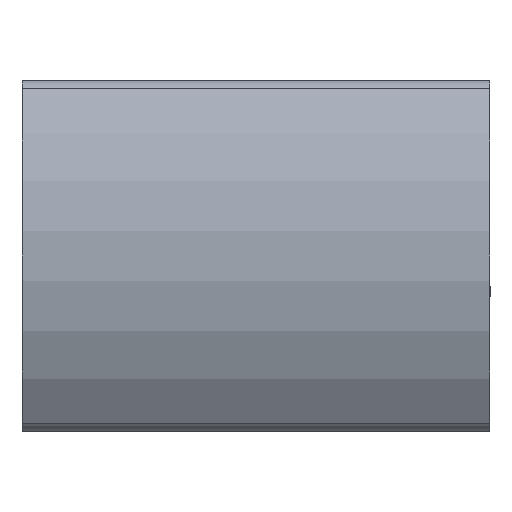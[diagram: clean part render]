
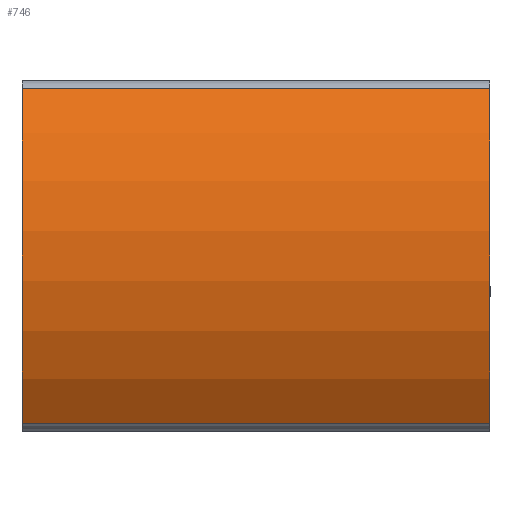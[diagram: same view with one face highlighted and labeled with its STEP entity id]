
A CAD part, left-side view. The second image highlights one B-rep face of the part: STEP entity #746.
In plain terms, the highlighted cylindrical face has radius 15 mm (diameter 30 mm), a partial arc.
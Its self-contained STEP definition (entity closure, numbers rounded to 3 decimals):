
#281 = VECTOR ( 'NONE', #1980, 1000. ) ;
#296 = CARTESIAN_POINT ( 'NONE',  ( -10.31, -12., 8.571 ) ) ;
#351 = EDGE_LOOP ( 'NONE', ( #2075, #466, #2186, #1777 ) ) ;
#466 = ORIENTED_EDGE ( 'NONE', *, *, #2167, .T. ) ;
#585 = CARTESIAN_POINT ( 'NONE',  ( -10.31, 12., 8.571 ) ) ;
#746 = ADVANCED_FACE ( 'NONE', ( #1986 ), #1956, .T. ) ;
#787 = CARTESIAN_POINT ( 'NONE',  ( -10.31, 12., -8.571 ) ) ;
#914 = DIRECTION ( 'NONE',  ( 0., -1., 0. ) ) ;
#946 = CARTESIAN_POINT ( 'NONE',  ( 2., 12., 0. ) ) ;
#948 = DIRECTION ( 'NONE',  ( 0., 0., -1. ) ) ;
#1315 = DIRECTION ( 'NONE',  ( 0., -1., 0. ) ) ;
#1407 = CIRCLE ( 'NONE', #1746, 15. ) ;
#1507 = CARTESIAN_POINT ( 'NONE',  ( 2., -12., 0. ) ) ;
#1518 = CARTESIAN_POINT ( 'NONE',  ( -10.31, 12., -8.571 ) ) ;
#1579 = VERTEX_POINT ( 'NONE', #1518 ) ;
#1717 = LINE ( 'NONE', #585, #281 ) ;
#1742 = AXIS2_PLACEMENT_3D ( 'NONE', #1805, #1748, #1745 ) ;
#1745 = DIRECTION ( 'NONE',  ( 0., 0., 1. ) ) ;
#1746 = AXIS2_PLACEMENT_3D ( 'NONE', #1507, #2009, #2462 ) ;
#1748 = DIRECTION ( 'NONE',  ( 0., 1., 0. ) ) ;
#1752 = VECTOR ( 'NONE', #1315, 1000. ) ;
#1755 = LINE ( 'NONE', #787, #1752 ) ;
#1771 = CIRCLE ( 'NONE', #1742, 15. ) ;
#1777 = ORIENTED_EDGE ( 'NONE', *, *, #2292, .T. ) ;
#1790 = CARTESIAN_POINT ( 'NONE',  ( -10.31, -12., -8.571 ) ) ;
#1805 = CARTESIAN_POINT ( 'NONE',  ( 2., 12., 0. ) ) ;
#1956 = CYLINDRICAL_SURFACE ( 'NONE', #2005, 15. ) ;
#1980 = DIRECTION ( 'NONE',  ( 0., 1., 0. ) ) ;
#1986 = FACE_OUTER_BOUND ( 'NONE', #351, .T. ) ;
#2005 = AXIS2_PLACEMENT_3D ( 'NONE', #946, #914, #948 ) ;
#2009 = DIRECTION ( 'NONE',  ( 0., 1., 0. ) ) ;
#2039 = VERTEX_POINT ( 'NONE', #1790 ) ;
#2075 = ORIENTED_EDGE ( 'NONE', *, *, #2127, .F. ) ;
#2076 = EDGE_CURVE ( 'NONE', #2039, #2253, #1407, .T. ) ;
#2127 = EDGE_CURVE ( 'NONE', #1579, #2291, #1771, .T. ) ;
#2167 = EDGE_CURVE ( 'NONE', #1579, #2039, #1755, .T. ) ;
#2186 = ORIENTED_EDGE ( 'NONE', *, *, #2076, .T. ) ;
#2253 = VERTEX_POINT ( 'NONE', #296 ) ;
#2291 = VERTEX_POINT ( 'NONE', #2388 ) ;
#2292 = EDGE_CURVE ( 'NONE', #2253, #2291, #1717, .T. ) ;
#2388 = CARTESIAN_POINT ( 'NONE',  ( -10.31, 12., 8.571 ) ) ;
#2462 = DIRECTION ( 'NONE',  ( 0., 0., 1. ) ) ;
